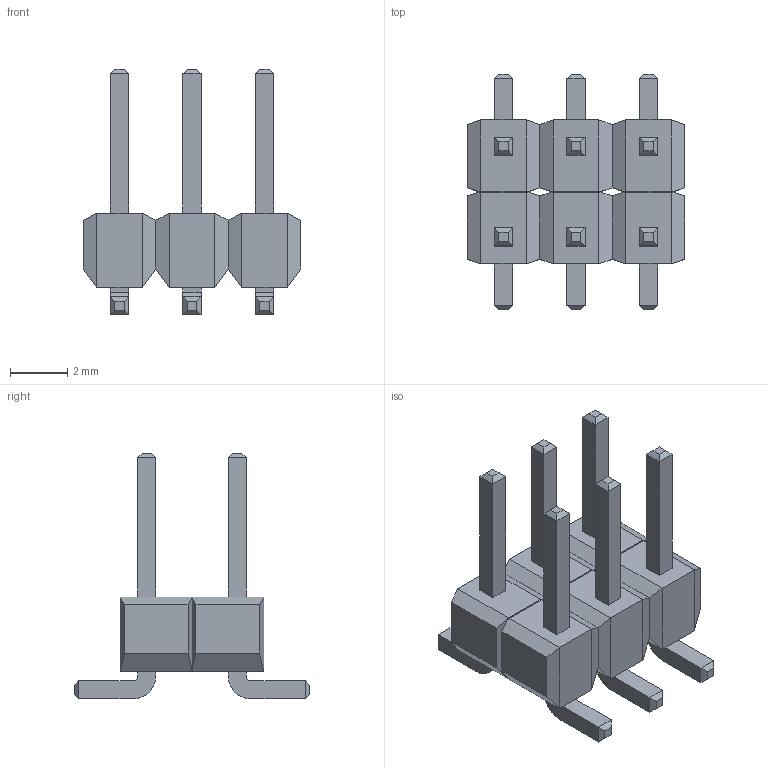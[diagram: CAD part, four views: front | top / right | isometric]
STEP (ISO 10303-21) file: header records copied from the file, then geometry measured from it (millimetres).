
FILE_DESCRIPTION(('STEP AP214'),'1');
FILE_NAME('CONN_1241050-3_TYCO-L','2018-03-31T19:37:56',(''),(''),'','','');
FILE_SCHEMA(('AUTOMOTIVE_DESIGN'));
Length unit declared in the file: millimetre
Products named in the file (1): product
Bounding box: 7.62 x 8.26 x 8.61 mm (x, y, z)
Surface area: 306.5 mm2 (no closed solid volume)
Topology: 0 solids, 220 shells, 220 faces, 928 edges, 928 vertices
Faces by surface type: plane 208, cylinder 12
Entity records: 10439 total; most frequent: CARTESIAN_POINT 2077, VERTEX_POINT 1856, DIRECTION 1418, ORIENTED_EDGE 928, EDGE_CURVE 928, LINE 880, VECTOR 880, AXIS2_PLACEMENT_3D 269
